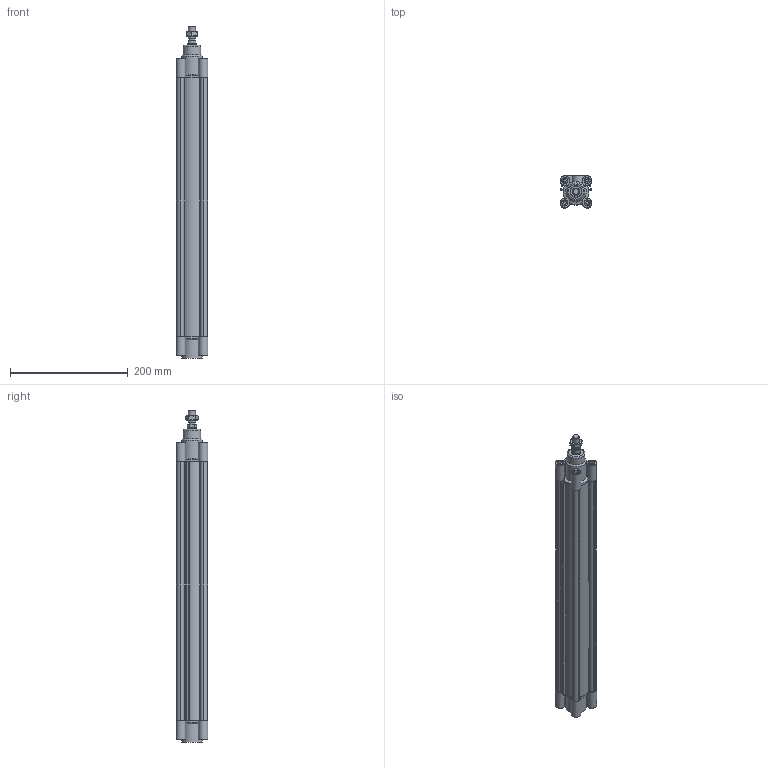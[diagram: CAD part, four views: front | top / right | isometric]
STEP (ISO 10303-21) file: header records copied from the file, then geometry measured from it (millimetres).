
FILE_DESCRIPTION((''),'2;1');
FILE_NAME('139#_40_0400_01.iam.stp','2012-01-28T07:59:28',(''),(''),'Autodesk Inventor 2012','Autodesk Inventor 2012','');
FILE_SCHEMA(('AUTOMOTIVE_DESIGN { 1 0 10303 214 1 1 1 1 }'));
Length unit declared in the file: millimetre
Products named in the file (6): 139#_40_0400_01; CPL040_004-400; CPL040-001-01; CPL040-002-01; CPL_40_0400; 1320_40_18F
Assembly tree (5 placements, depth 2):
  139#_40_0400_01
    CPL040_004-400
    CPL040-001-01
    CPL040-002-01
    CPL_40_0400
    1320_40_18F
Bounding box: 54 x 54 x 564 mm (x, y, z)
Volume: 567780.4 mm3; surface area: 302199 mm2
Topology: 5 solids, 5 shells, 316 faces, 788 edges, 522 vertices
Faces by surface type: plane 200, cylinder 91, cone 24, torus 1
Full cylindrical faces by diameter (mm): 5 x8, 5.5 x4, 8 x2, 10 x8, 10.5 x9, 10.8 x1, 11.6 x2, 12 x1, 15.5 x1, 16 x2, 30 x1, 35 x2, 40 x4
Entity records: 9416 total; most frequent: CARTESIAN_POINT 1761, DIRECTION 1538, ORIENTED_EDGE 1442, EDGE_CURVE 721, AXIS2_PLACEMENT_3D 544, VERTEX_POINT 507, VECTOR 450, LINE 450
